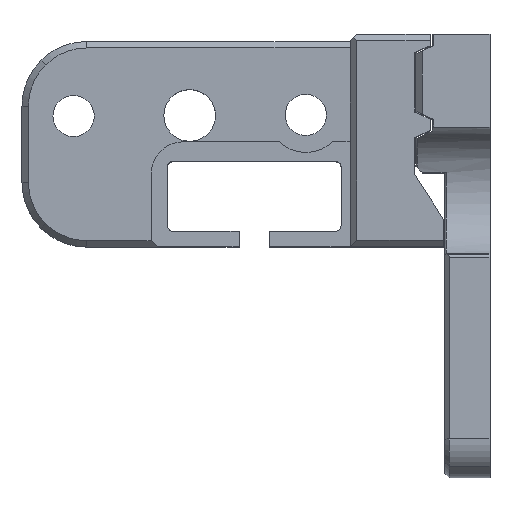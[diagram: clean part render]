
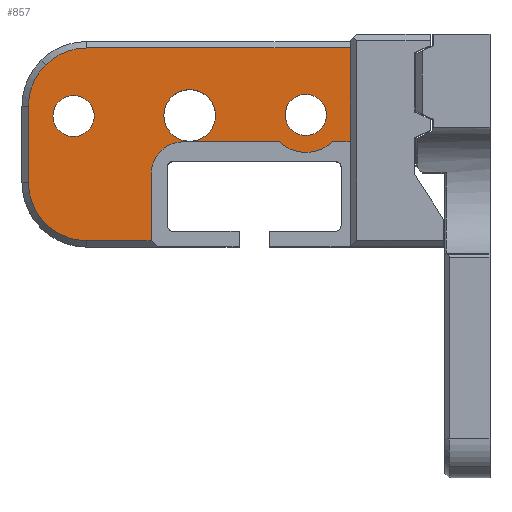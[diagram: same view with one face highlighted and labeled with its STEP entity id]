
A CAD part, top view. The second image highlights one B-rep face of the part: STEP entity #857.
In plain terms, the highlighted planar face has unit normal (0, 0, 1).
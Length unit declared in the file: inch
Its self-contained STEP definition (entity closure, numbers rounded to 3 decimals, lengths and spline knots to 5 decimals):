
#857=ADVANCED_FACE('',(#1734,#1735,#1736,#1737),#1738,.F.);
#1734=FACE_OUTER_BOUND('',#2630,.T.);
#1735=FACE_BOUND('',#2631,.T.);
#1736=FACE_BOUND('',#2632,.T.);
#1737=FACE_BOUND('',#2633,.T.);
#1738=PLANE('',#2634);
#2630=EDGE_LOOP('',(#5249,#5250,#5251,#5252,#5253,#5254,#5255,#5256,#5257,#5258,#5259,#5260,#5261,#5262));
#2631=EDGE_LOOP('',(#5263,#5264));
#2632=EDGE_LOOP('',(#5265,#5266));
#2633=EDGE_LOOP('',(#5267,#5268));
#2634=AXIS2_PLACEMENT_3D('',#5269,#5270,#5271);
#5249=ORIENTED_EDGE('',*,*,#6294,.F.);
#5250=ORIENTED_EDGE('',*,*,#6438,.T.);
#5251=ORIENTED_EDGE('',*,*,#5653,.T.);
#5252=ORIENTED_EDGE('',*,*,#6523,.T.);
#5253=ORIENTED_EDGE('',*,*,#5715,.T.);
#5254=ORIENTED_EDGE('',*,*,#6524,.F.);
#5255=ORIENTED_EDGE('',*,*,#6422,.T.);
#5256=ORIENTED_EDGE('',*,*,#6386,.T.);
#5257=ORIENTED_EDGE('',*,*,#6491,.F.);
#5258=ORIENTED_EDGE('',*,*,#6485,.F.);
#5259=ORIENTED_EDGE('',*,*,#6243,.F.);
#5260=ORIENTED_EDGE('',*,*,#6348,.F.);
#5261=ORIENTED_EDGE('',*,*,#5700,.F.);
#5262=ORIENTED_EDGE('',*,*,#6063,.F.);
#5263=ORIENTED_EDGE('',*,*,#6175,.F.);
#5264=ORIENTED_EDGE('',*,*,#6525,.F.);
#5265=ORIENTED_EDGE('',*,*,#6086,.F.);
#5266=ORIENTED_EDGE('',*,*,#5608,.F.);
#5267=ORIENTED_EDGE('',*,*,#6264,.F.);
#5268=ORIENTED_EDGE('',*,*,#6362,.F.);
#5269=CARTESIAN_POINT('',(4.18245,-0.77789,-0.55172));
#5270=DIRECTION('',(0.0,-0.0,-1.0));
#5271=DIRECTION('',(0.0,-1.0,0.0));
#5608=EDGE_CURVE('',#6808,#6811,#6812,.T.);
#5653=EDGE_CURVE('',#6889,#6886,#6890,.T.);
#5700=EDGE_CURVE('',#6972,#6974,#6975,.T.);
#5715=EDGE_CURVE('',#7000,#6998,#7001,.T.);
#6063=EDGE_CURVE('',#7583,#6972,#7585,.T.);
#6086=EDGE_CURVE('',#6811,#6808,#7616,.T.);
#6175=EDGE_CURVE('',#7735,#7730,#7737,.T.);
#6243=EDGE_CURVE('',#7821,#7819,#7823,.T.);
#6264=EDGE_CURVE('',#7850,#7845,#7852,.T.);
#6294=EDGE_CURVE('',#7242,#7583,#7889,.T.);
#6348=EDGE_CURVE('',#6974,#7821,#7956,.T.);
#6362=EDGE_CURVE('',#7845,#7850,#7971,.T.);
#6386=EDGE_CURVE('',#7998,#7996,#7999,.T.);
#6422=EDGE_CURVE('',#8041,#7998,#8043,.T.);
#6438=EDGE_CURVE('',#7242,#6889,#8061,.T.);
#6485=EDGE_CURVE('',#7819,#8113,#8114,.T.);
#6491=EDGE_CURVE('',#8113,#7996,#8120,.T.);
#6523=EDGE_CURVE('',#6886,#7000,#8152,.T.);
#6524=EDGE_CURVE('',#8041,#6998,#8153,.T.);
#6525=EDGE_CURVE('',#7730,#7735,#8154,.T.);
#6808=VERTEX_POINT('',#8561);
#6811=VERTEX_POINT('',#8565);
#6812=CIRCLE('',#8566,0.06296);
#6886=VERTEX_POINT('',#8666);
#6889=VERTEX_POINT('',#8670);
#6890=CIRCLE('',#8671,0.09843);
#6972=VERTEX_POINT('',#8836);
#6974=VERTEX_POINT('',#8839);
#6975=CIRCLE('',#8840,0.17717);
#6998=VERTEX_POINT('',#8872);
#7000=VERTEX_POINT('',#8875);
#7001=LINE('',#8876,#8877);
#7242=VERTEX_POINT('',#9225);
#7583=VERTEX_POINT('',#9835);
#7585=CIRCLE('',#9838,0.17717);
#7616=CIRCLE('',#9880,0.06296);
#7730=VERTEX_POINT('',#10048);
#7735=VERTEX_POINT('',#10054);
#7737=CIRCLE('',#10057,0.07874);
#7819=VERTEX_POINT('',#10178);
#7821=VERTEX_POINT('',#10181);
#7823=CIRCLE('',#10184,0.17717);
#7845=VERTEX_POINT('',#10217);
#7850=VERTEX_POINT('',#10223);
#7852=CIRCLE('',#10226,0.06299);
#7889=LINE('',#10281,#10282);
#7956=LINE('',#10380,#10381);
#7971=CIRCLE('',#10404,0.06299);
#7996=VERTEX_POINT('',#10441);
#7998=VERTEX_POINT('',#10444);
#7999=LINE('',#10445,#10446);
#8041=VERTEX_POINT('',#10504);
#8043=LINE('',#10507,#10508);
#8061=LINE('',#10538,#10539);
#8113=VERTEX_POINT('',#10616);
#8114=CIRCLE('',#10617,0.17717);
#8120=LINE('',#10624,#10625);
#8152=CIRCLE('',#10668,0.09843);
#8153=CIRCLE('',#10669,0.11614);
#8154=CIRCLE('',#10670,0.07874);
#8561=CARTESIAN_POINT('',(3.50381,-0.59457,-0.55172));
#8565=CARTESIAN_POINT('',(3.50381,-0.46866,-0.55172));
#8566=AXIS2_PLACEMENT_3D('',#10896,#10897,#10898);
#8666=CARTESIAN_POINT('',(3.76894,-0.64036,-0.55172));
#8670=CARTESIAN_POINT('',(3.74011,-0.70996,-0.55172));
#8671=AXIS2_PLACEMENT_3D('',#10950,#10951,#10952);
#8836=CARTESIAN_POINT('',(3.41789,-0.85984,-0.55172));
#8839=CARTESIAN_POINT('',(3.366,-0.73456,-0.55172));
#8840=AXIS2_PLACEMENT_3D('',#10985,#10986,#10987);
#8872=CARTESIAN_POINT('',(4.13162,-0.61153,-0.55172));
#8875=CARTESIAN_POINT('',(3.83854,-0.61153,-0.55172));
#8876=CARTESIAN_POINT('',(4.17536,-0.61153,-0.55172));
#8877=VECTOR('',#11001,1.0);
#9225=CARTESIAN_POINT('',(3.74011,-0.91173,-0.55172));
#9835=CARTESIAN_POINT('',(3.54317,-0.91173,-0.55172));
#9838=AXIS2_PLACEMENT_3D('',#11317,#11318,#11319);
#9880=AXIS2_PLACEMENT_3D('',#11346,#11347,#11348);
#10048=CARTESIAN_POINT('',(3.85813,-0.60861,-0.55172));
#10054=CARTESIAN_POINT('',(3.85813,-0.45113,-0.55172));
#10057=AXIS2_PLACEMENT_3D('',#11423,#11424,#11425);
#10178=CARTESIAN_POINT('',(3.41789,-0.3758,-0.55172));
#10181=CARTESIAN_POINT('',(3.366,-0.50107,-0.55172));
#10184=AXIS2_PLACEMENT_3D('',#11482,#11483,#11484);
#10217=CARTESIAN_POINT('',(4.21245,-0.59112,-0.55172));
#10223=CARTESIAN_POINT('',(4.21245,-0.46514,-0.55172));
#10226=AXIS2_PLACEMENT_3D('',#11501,#11502,#11503);
#10281=CARTESIAN_POINT('',(4.06199,-0.91173,-0.55172));
#10282=VECTOR('',#11523,1.0);
#10380=CARTESIAN_POINT('',(3.366,-0.86578,-0.55172));
#10381=VECTOR('',#11558,1.0);
#10404=AXIS2_PLACEMENT_3D('',#11567,#11568,#11569);
#10441=CARTESIAN_POINT('',(4.34802,-0.32391,-0.55172));
#10444=CARTESIAN_POINT('',(4.34802,-0.61153,-0.55172));
#10445=CARTESIAN_POINT('',(4.34802,-0.69092,-0.55172));
#10446=VECTOR('',#11586,1.0);
#10504=CARTESIAN_POINT('',(4.29328,-0.61153,-0.55172));
#10507=CARTESIAN_POINT('',(4.17536,-0.61153,-0.55172));
#10508=VECTOR('',#11619,1.0);
#10538=CARTESIAN_POINT('',(3.74011,-0.7704,-0.55172));
#10539=VECTOR('',#11632,1.0);
#10616=CARTESIAN_POINT('',(3.54317,-0.32391,-0.55172));
#10617=AXIS2_PLACEMENT_3D('',#11658,#11659,#11660);
#10624=CARTESIAN_POINT('',(4.00111,-0.32391,-0.55172));
#10625=VECTOR('',#11662,1.0);
#10668=AXIS2_PLACEMENT_3D('',#11686,#11687,#11688);
#10669=AXIS2_PLACEMENT_3D('',#11689,#11690,#11691);
#10670=AXIS2_PLACEMENT_3D('',#11692,#11693,#11694);
#10896=CARTESIAN_POINT('',(3.50381,-0.53161,-0.55172));
#10897=DIRECTION('',(0.0,0.0,1.0));
#10898=DIRECTION('',(0.,-1.0,0.0));
#10950=CARTESIAN_POINT('',(3.83854,-0.70996,-0.55172));
#10951=DIRECTION('',(-0.0,0.0,-1.0));
#10952=DIRECTION('',(-0.707,0.707,0.0));
#10985=CARTESIAN_POINT('',(3.54317,-0.73456,-0.55172));
#10986=DIRECTION('',(-0.0,0.0,-1.0));
#10987=DIRECTION('',(-0.707,-0.707,0.0));
#11001=DIRECTION('',(1.0,0.,0.0));
#11317=CARTESIAN_POINT('',(3.54317,-0.73456,-0.55172));
#11318=DIRECTION('',(-0.0,0.0,-1.0));
#11319=DIRECTION('',(-0.707,-0.707,0.0));
#11346=CARTESIAN_POINT('',(3.50381,-0.53161,-0.55172));
#11347=DIRECTION('',(0.0,0.0,1.0));
#11348=DIRECTION('',(0.,-1.0,0.0));
#11423=CARTESIAN_POINT('',(3.85813,-0.52987,-0.55172));
#11424=DIRECTION('',(0.0,0.0,1.0));
#11425=DIRECTION('',(0.,-1.0,0.0));
#11482=CARTESIAN_POINT('',(3.54317,-0.50107,-0.55172));
#11483=DIRECTION('',(-0.0,0.0,-1.0));
#11484=DIRECTION('',(-0.707,0.707,0.0));
#11501=CARTESIAN_POINT('',(4.21245,-0.52813,-0.55172));
#11502=DIRECTION('',(0.0,0.0,1.0));
#11503=DIRECTION('',(0.,-1.0,0.0));
#11523=DIRECTION('',(-1.0,0.0,0.0));
#11558=DIRECTION('',(0.,1.0,0.0));
#11567=CARTESIAN_POINT('',(4.21245,-0.52813,-0.55172));
#11568=DIRECTION('',(0.0,0.0,1.0));
#11569=DIRECTION('',(0.,-1.0,0.0));
#11586=DIRECTION('',(0.0,1.0,0.0));
#11619=DIRECTION('',(1.0,0.,0.0));
#11632=DIRECTION('',(0.,1.0,0.0));
#11658=CARTESIAN_POINT('',(3.54317,-0.50107,-0.55172));
#11659=DIRECTION('',(-0.0,0.0,-1.0));
#11660=DIRECTION('',(-0.707,0.707,0.0));
#11662=DIRECTION('',(1.0,0.,0.0));
#11686=CARTESIAN_POINT('',(3.83854,-0.70996,-0.55172));
#11687=DIRECTION('',(-0.0,0.0,-1.0));
#11688=DIRECTION('',(-0.707,0.707,0.0));
#11689=CARTESIAN_POINT('',(4.21245,-0.52813,-0.55172));
#11690=DIRECTION('',(0.0,0.0,-1.0));
#11691=DIRECTION('',(1.0,0.0,0.0));
#11692=CARTESIAN_POINT('',(3.85813,-0.52987,-0.55172));
#11693=DIRECTION('',(0.0,0.0,1.0));
#11694=DIRECTION('',(0.,-1.0,0.0));
